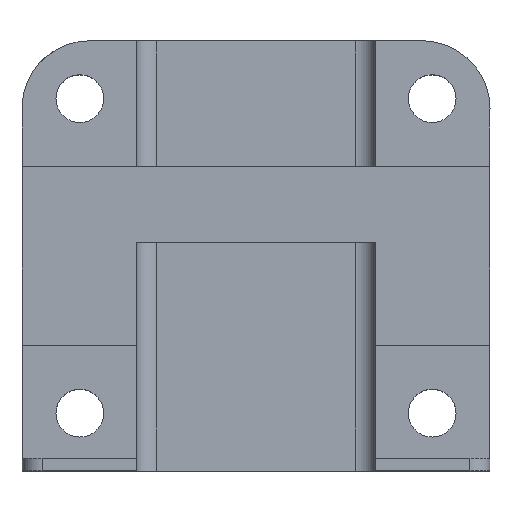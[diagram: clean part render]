
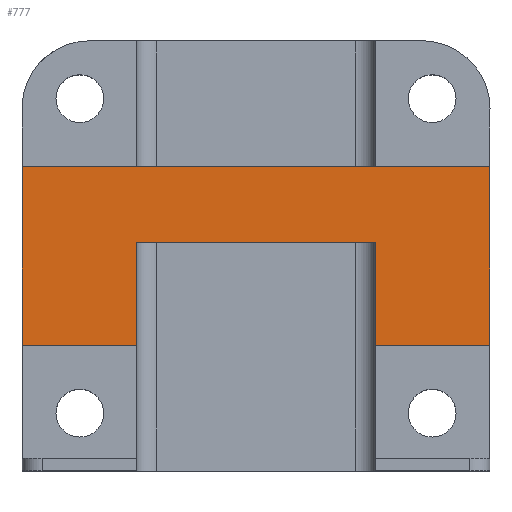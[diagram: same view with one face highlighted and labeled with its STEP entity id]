
A CAD part, top view. The second image highlights one B-rep face of the part: STEP entity #777.
In plain terms, the highlighted planar face has unit normal (0, 0, 1).
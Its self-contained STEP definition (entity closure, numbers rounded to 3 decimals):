
#71=PLANE('',#830);
#110=FACE_OUTER_BOUND('',#157,.T.);
#157=EDGE_LOOP('',(#704,#705,#706,#707,#708,#709,#710,#711,#712,#713));
#167=LINE('',#1041,#252);
#169=LINE('',#1047,#254);
#176=LINE('',#1082,#261);
#189=LINE('',#1107,#274);
#226=LINE('',#1263,#311);
#232=LINE('',#1285,#317);
#234=LINE('',#1288,#319);
#235=LINE('',#1290,#320);
#240=LINE('',#1313,#325);
#242=LINE('',#1316,#327);
#252=VECTOR('',#868,10.);
#254=VECTOR('',#872,10.);
#261=VECTOR('',#883,10.);
#274=VECTOR('',#898,10.);
#311=VECTOR('',#959,10.);
#317=VECTOR('',#969,10.);
#319=VECTOR('',#973,10.);
#320=VECTOR('',#976,10.);
#325=VECTOR('',#983,10.);
#327=VECTOR('',#987,10.);
#347=VERTEX_POINT('',#1025);
#351=VERTEX_POINT('',#1039);
#352=VERTEX_POINT('',#1043);
#354=VERTEX_POINT('',#1046);
#364=VERTEX_POINT('',#1081);
#375=VERTEX_POINT('',#1105);
#405=VERTEX_POINT('',#1260);
#406=VERTEX_POINT('',#1262);
#408=VERTEX_POINT('',#1284);
#409=VERTEX_POINT('',#1312);
#427=EDGE_CURVE('',#351,#347,#167,.T.);
#429=EDGE_CURVE('',#354,#352,#169,.T.);
#440=EDGE_CURVE('',#364,#347,#176,.T.);
#453=EDGE_CURVE('',#351,#375,#189,.T.);
#499=EDGE_CURVE('',#406,#405,#226,.T.);
#506=EDGE_CURVE('',#375,#408,#232,.T.);
#508=EDGE_CURVE('',#405,#364,#234,.T.);
#509=EDGE_CURVE('',#352,#406,#235,.T.);
#514=EDGE_CURVE('',#409,#354,#240,.T.);
#516=EDGE_CURVE('',#408,#409,#242,.T.);
#704=ORIENTED_EDGE('',*,*,#509,.T.);
#705=ORIENTED_EDGE('',*,*,#499,.T.);
#706=ORIENTED_EDGE('',*,*,#508,.T.);
#707=ORIENTED_EDGE('',*,*,#440,.T.);
#708=ORIENTED_EDGE('',*,*,#427,.F.);
#709=ORIENTED_EDGE('',*,*,#453,.T.);
#710=ORIENTED_EDGE('',*,*,#506,.T.);
#711=ORIENTED_EDGE('',*,*,#516,.T.);
#712=ORIENTED_EDGE('',*,*,#514,.T.);
#713=ORIENTED_EDGE('',*,*,#429,.T.);
#777=ADVANCED_FACE('',(#110),#71,.T.);
#830=AXIS2_PLACEMENT_3D('',#1320,#992,#993);
#868=DIRECTION('',(-1.,0.,0.));
#872=DIRECTION('',(-1.,0.,0.));
#883=DIRECTION('',(0.,1.,0.));
#898=DIRECTION('',(0.,-1.,0.));
#959=DIRECTION('',(0.,-1.,0.));
#969=DIRECTION('',(1.,0.,0.));
#973=DIRECTION('',(1.,0.,0.));
#976=DIRECTION('',(-1.,0.,0.));
#983=DIRECTION('',(-1.,0.,0.));
#987=DIRECTION('',(0.,1.,0.));
#992=DIRECTION('center_axis',(0.,0.,1.));
#993=DIRECTION('ref_axis',(1.,0.,0.));
#1025=CARTESIAN_POINT('',(90.2,-52.076,3.2));
#1039=CARTESIAN_POINT('',(99.7,-52.076,3.2));
#1041=CARTESIAN_POINT('',(104.25,-52.076,3.2));
#1043=CARTESIAN_POINT('',(90.2,-49.076,3.2));
#1046=CARTESIAN_POINT('',(99.7,-49.076,3.2));
#1047=CARTESIAN_POINT('',(104.25,-49.076,3.2));
#1081=CARTESIAN_POINT('',(90.2,-56.176,3.2));
#1082=CARTESIAN_POINT('',(90.2,-49.076,3.2));
#1105=CARTESIAN_POINT('',(99.7,-56.176,3.2));
#1107=CARTESIAN_POINT('',(99.7,-56.176,3.2));
#1260=CARTESIAN_POINT('',(85.65,-56.176,3.2));
#1262=CARTESIAN_POINT('',(85.65,-49.076,3.2));
#1263=CARTESIAN_POINT('',(85.65,-56.176,3.2));
#1284=CARTESIAN_POINT('',(104.25,-56.176,3.2));
#1285=CARTESIAN_POINT('',(99.7,-56.176,3.2));
#1288=CARTESIAN_POINT('',(90.2,-56.176,3.2));
#1290=CARTESIAN_POINT('',(90.2,-49.076,3.2));
#1312=CARTESIAN_POINT('',(104.25,-49.076,3.2));
#1313=CARTESIAN_POINT('',(99.7,-49.076,3.2));
#1316=CARTESIAN_POINT('',(104.25,-49.076,3.2));
#1320=CARTESIAN_POINT('Origin',(87.925,-52.626,3.2));
